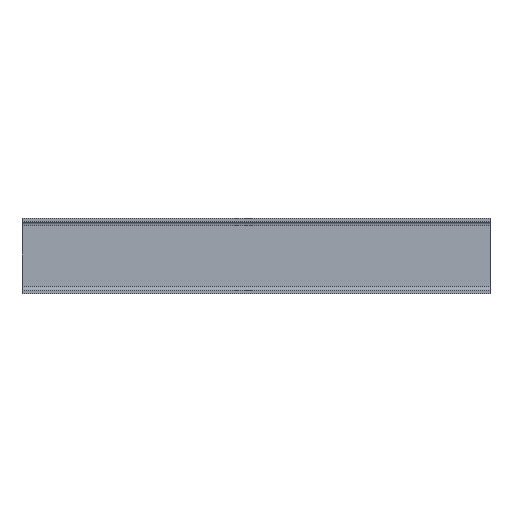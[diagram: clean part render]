
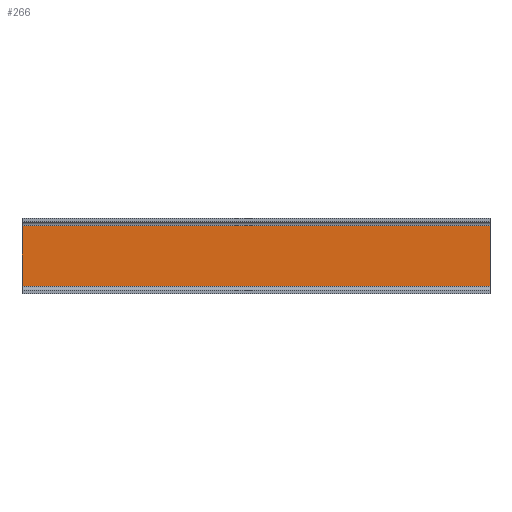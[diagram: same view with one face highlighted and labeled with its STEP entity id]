
A CAD part, top view. The second image highlights one B-rep face of the part: STEP entity #266.
In plain terms, the highlighted planar face has unit normal (0, 0, 1).
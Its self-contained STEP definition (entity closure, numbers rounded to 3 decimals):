
#40=FACE_OUTER_BOUND('',#54,.T.);
#54=EDGE_LOOP('',(#239,#240,#241,#242));
#66=LINE('',#415,#94);
#71=LINE('',#430,#99);
#74=LINE('',#437,#102);
#82=LINE('',#456,#110);
#94=VECTOR('',#338,10.);
#99=VECTOR('',#351,10.);
#102=VECTOR('',#358,10.);
#110=VECTOR('',#380,10.);
#121=VERTEX_POINT('',#412);
#122=VERTEX_POINT('',#414);
#128=VERTEX_POINT('',#428);
#130=VERTEX_POINT('',#436);
#149=EDGE_CURVE('',#122,#121,#66,.T.);
#157=EDGE_CURVE('',#128,#121,#71,.T.);
#160=EDGE_CURVE('',#122,#130,#74,.T.);
#170=EDGE_CURVE('',#128,#130,#82,.T.);
#239=ORIENTED_EDGE('',*,*,#149,.T.);
#240=ORIENTED_EDGE('',*,*,#157,.F.);
#241=ORIENTED_EDGE('',*,*,#170,.T.);
#242=ORIENTED_EDGE('',*,*,#160,.F.);
#252=PLANE('',#308);
#266=ADVANCED_FACE('',(#40),#252,.T.);
#308=AXIS2_PLACEMENT_3D('',#457,#381,#382);
#338=DIRECTION('',(1.,0.,0.));
#351=DIRECTION('',(0.,-1.,0.));
#358=DIRECTION('',(0.,1.,0.));
#380=DIRECTION('',(-1.,0.,0.));
#381=DIRECTION('center_axis',(0.,0.,1.));
#382=DIRECTION('ref_axis',(1.,0.,0.));
#412=CARTESIAN_POINT('',(1000.,-65.,8.));
#414=CARTESIAN_POINT('',(0.,-65.,8.));
#415=CARTESIAN_POINT('',(250.,-65.,8.));
#428=CARTESIAN_POINT('',(1000.,65.,8.));
#430=CARTESIAN_POINT('',(1000.,-81.,8.));
#436=CARTESIAN_POINT('',(0.,65.,8.));
#437=CARTESIAN_POINT('',(0.,81.,8.));
#456=CARTESIAN_POINT('',(750.,65.,8.));
#457=CARTESIAN_POINT('Origin',(500.,0.,8.));
